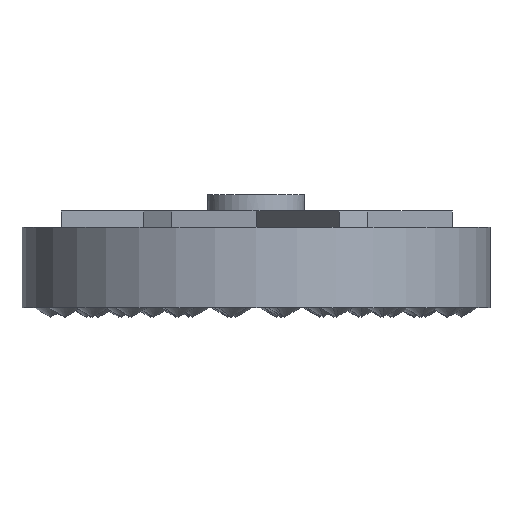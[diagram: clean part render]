
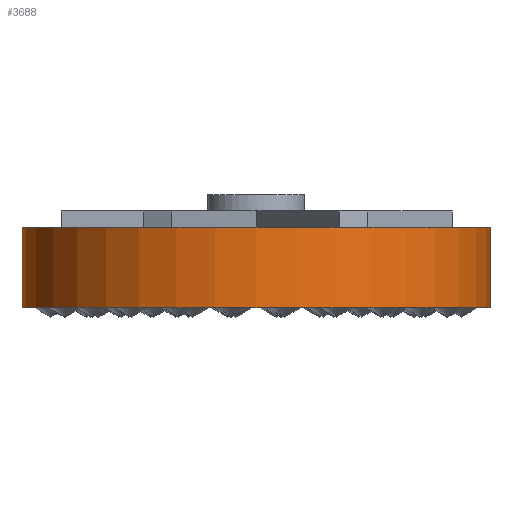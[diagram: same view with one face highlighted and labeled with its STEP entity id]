
A CAD part, front view. The second image highlights one B-rep face of the part: STEP entity #3688.
In plain terms, the highlighted cylindrical face has radius 145 mm (diameter 290 mm), a partial arc.
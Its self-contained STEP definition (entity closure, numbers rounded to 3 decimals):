
#155 = VERTEX_POINT ( 'NONE', #3339 ) ;
#202 = CARTESIAN_POINT ( 'NONE',  ( 0., 0., 25. ) ) ;
#225 = VECTOR ( 'NONE', #323, 1000. ) ;
#267 = CARTESIAN_POINT ( 'NONE',  ( 0., 0., -25. ) ) ;
#283 = CARTESIAN_POINT ( 'NONE',  ( 0., 0., -25. ) ) ;
#323 = DIRECTION ( 'NONE',  ( 0., 0., 1. ) ) ;
#364 = ORIENTED_EDGE ( 'NONE', *, *, #680, .F. ) ;
#371 = CARTESIAN_POINT ( 'NONE',  ( -145., 0., -25. ) ) ;
#393 = EDGE_CURVE ( 'NONE', #2641, #2430, #2649, .T. ) ;
#429 = VECTOR ( 'NONE', #668, 1000. ) ;
#441 = CIRCLE ( 'NONE', #1468, 145. ) ;
#668 = DIRECTION ( 'NONE',  ( 0., 0., 1. ) ) ;
#680 = EDGE_CURVE ( 'NONE', #155, #1515, #441, .T. ) ;
#778 = DIRECTION ( 'NONE',  ( 0., 0., 1. ) ) ;
#821 = EDGE_CURVE ( 'NONE', #2641, #155, #2176, .T. ) ;
#830 = DIRECTION ( 'NONE',  ( 1., 0., 0. ) ) ;
#1432 = CARTESIAN_POINT ( 'NONE',  ( 145., 0., 25. ) ) ;
#1442 = CARTESIAN_POINT ( 'NONE',  ( 145., 0., -25. ) ) ;
#1468 = AXIS2_PLACEMENT_3D ( 'NONE', #202, #778, #830 ) ;
#1505 = DIRECTION ( 'NONE',  ( 0., 0., 1. ) ) ;
#1515 = VERTEX_POINT ( 'NONE', #1432 ) ;
#1550 = DIRECTION ( 'NONE',  ( 1., 0., 0. ) ) ;
#1594 = AXIS2_PLACEMENT_3D ( 'NONE', #283, #2134, #4002 ) ;
#1878 = ORIENTED_EDGE ( 'NONE', *, *, #393, .T. ) ;
#1886 = FACE_OUTER_BOUND ( 'NONE', #2824, .T. ) ;
#1950 = LINE ( 'NONE', #2604, #429 ) ;
#2134 = DIRECTION ( 'NONE',  ( 0., 0., 1. ) ) ;
#2176 = LINE ( 'NONE', #2809, #225 ) ;
#2430 = VERTEX_POINT ( 'NONE', #1442 ) ;
#2604 = CARTESIAN_POINT ( 'NONE',  ( 145., 0., -25. ) ) ;
#2641 = VERTEX_POINT ( 'NONE', #371 ) ;
#2649 = CIRCLE ( 'NONE', #3429, 145. ) ;
#2809 = CARTESIAN_POINT ( 'NONE',  ( -145., 0., -25. ) ) ;
#2824 = EDGE_LOOP ( 'NONE', ( #3984, #1878, #3126, #364 ) ) ;
#3126 = ORIENTED_EDGE ( 'NONE', *, *, #3821, .T. ) ;
#3132 = CYLINDRICAL_SURFACE ( 'NONE', #1594, 145. ) ;
#3339 = CARTESIAN_POINT ( 'NONE',  ( -145., 0., 25. ) ) ;
#3429 = AXIS2_PLACEMENT_3D ( 'NONE', #267, #1505, #1550 ) ;
#3688 = ADVANCED_FACE ( 'NONE', ( #1886 ), #3132, .T. ) ;
#3821 = EDGE_CURVE ( 'NONE', #2430, #1515, #1950, .T. ) ;
#3984 = ORIENTED_EDGE ( 'NONE', *, *, #821, .F. ) ;
#4002 = DIRECTION ( 'NONE',  ( 1., 0., 0. ) ) ;
